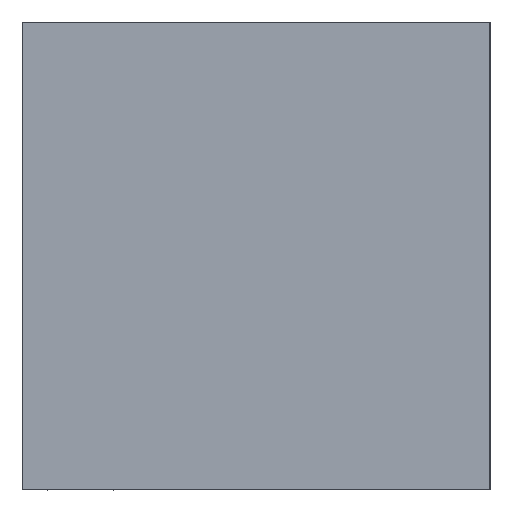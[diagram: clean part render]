
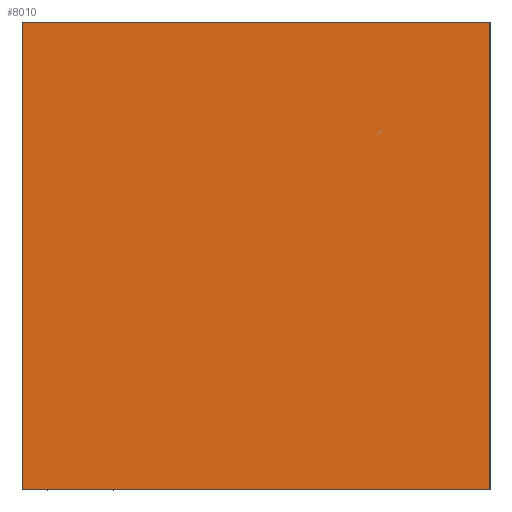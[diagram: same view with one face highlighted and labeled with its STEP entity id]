
A CAD part, left-side view. The second image highlights one B-rep face of the part: STEP entity #8010.
In plain terms, the highlighted planar face has unit normal (-1, 0, 0).
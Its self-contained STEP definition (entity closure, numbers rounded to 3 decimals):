
#548=PLANE('',#8502);
#965=FACE_OUTER_BOUND('',#1434,.T.);
#1434=EDGE_LOOP('',(#7140,#7141,#7142,#7143));
#1701=LINE('',#12493,#2394);
#2135=LINE('',#14060,#2828);
#2136=LINE('',#14061,#2829);
#2137=LINE('',#14062,#2830);
#2394=VECTOR('',#8877,10.);
#2828=VECTOR('',#10141,10.);
#2829=VECTOR('',#10142,10.);
#2830=VECTOR('',#10143,10.);
#3392=VERTEX_POINT('',#12486);
#3395=VERTEX_POINT('',#12491);
#3824=VERTEX_POINT('',#14058);
#3825=VERTEX_POINT('',#14059);
#4293=EDGE_CURVE('',#3395,#3392,#1701,.T.);
#4937=EDGE_CURVE('',#3824,#3825,#2135,.T.);
#4938=EDGE_CURVE('',#3825,#3392,#2136,.T.);
#4939=EDGE_CURVE('',#3824,#3395,#2137,.T.);
#7140=ORIENTED_EDGE('',*,*,#4937,.T.);
#7141=ORIENTED_EDGE('',*,*,#4938,.T.);
#7142=ORIENTED_EDGE('',*,*,#4293,.F.);
#7143=ORIENTED_EDGE('',*,*,#4939,.F.);
#8010=ADVANCED_FACE('',(#965),#548,.T.);
#8502=AXIS2_PLACEMENT_3D('',#14057,#10139,#10140);
#8877=DIRECTION('',(0.,-1.,0.));
#10139=DIRECTION('center_axis',(-1.,0.,0.));
#10140=DIRECTION('ref_axis',(0.,-1.,0.));
#10141=DIRECTION('',(0.,-1.,0.));
#10142=DIRECTION('',(0.,0.,1.));
#10143=DIRECTION('',(0.,0.,1.));
#12486=CARTESIAN_POINT('',(0.,0.,50.8));
#12491=CARTESIAN_POINT('',(0.,50.8,50.8));
#12493=CARTESIAN_POINT('',(0.,50.8,50.8));
#14057=CARTESIAN_POINT('Origin',(0.,50.8,0.));
#14058=CARTESIAN_POINT('',(0.,50.8,0.));
#14059=CARTESIAN_POINT('',(0.,0.,0.));
#14060=CARTESIAN_POINT('',(0.,50.8,0.));
#14061=CARTESIAN_POINT('',(0.,0.,0.));
#14062=CARTESIAN_POINT('',(0.,50.8,0.));
